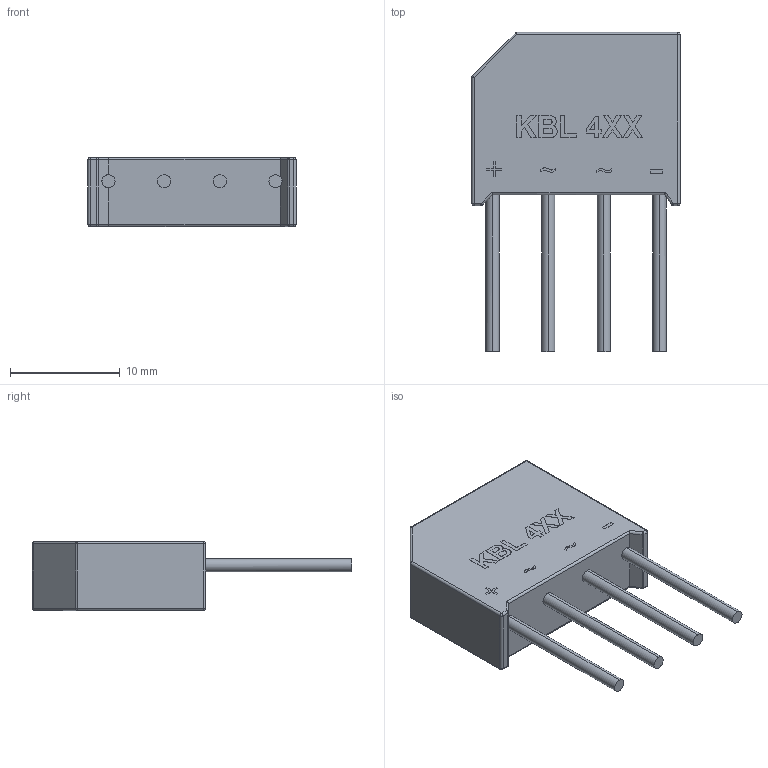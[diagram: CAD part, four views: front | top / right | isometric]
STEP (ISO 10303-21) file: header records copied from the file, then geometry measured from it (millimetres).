
FILE_DESCRIPTION (( 'STEP AP214' ), '1' );
FILE_NAME ('A280000D-CECA-4076-9870-CD87627AD306.STEP', '2023-08-31T10:57:51', ( '' ), ( '' ), 'SwSTEP 2.0', 'SolidWorks 2022', '' );
FILE_SCHEMA (( 'AUTOMOTIVE_DESIGN' ));
Length unit declared in the file: millimetre
Products named in the file (1): A280000D-CECA-4076-9870-CD87627AD306
Bounding box: 19 x 29.12 x 6.31 mm (x, y, z)
Volume: 1800.2 mm3; surface area: 1182.8 mm2
Topology: 1 solids, 1 shells, 188 faces, 479 edges, 296 vertices
Faces by surface type: plane 113, cylinder 33, bspline 28, sphere 14
Entity records: 8699 total; most frequent: CARTESIAN_POINT 2396, ORIENTED_EDGE 934, DIRECTION 783, EDGE_CURVE 467, LINE 345, VECTOR 345, VERTEX_POINT 296, AXIS2_PLACEMENT_3D 219
